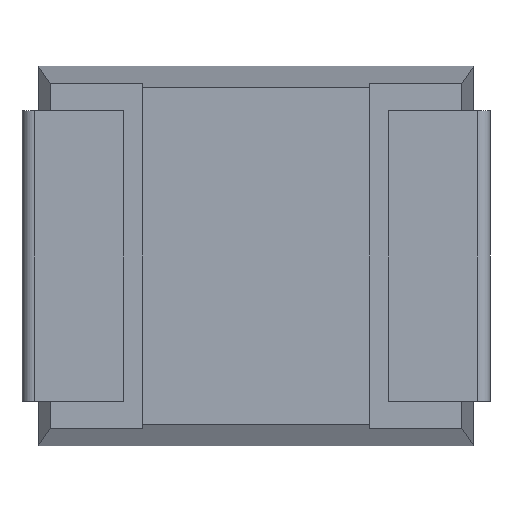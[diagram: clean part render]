
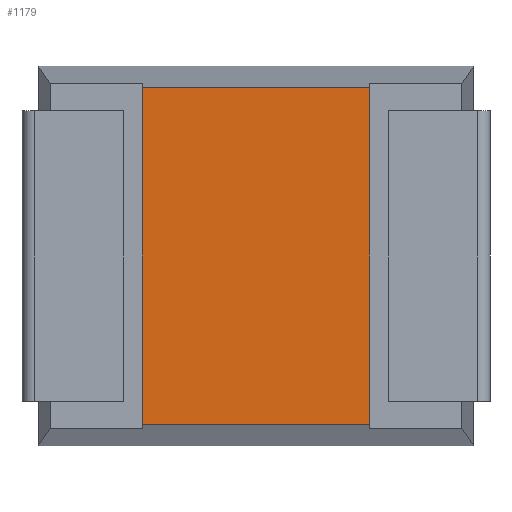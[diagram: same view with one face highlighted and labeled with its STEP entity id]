
A CAD part, front view. The second image highlights one B-rep face of the part: STEP entity #1179.
In plain terms, the highlighted planar face has unit normal (0, -1, 0).
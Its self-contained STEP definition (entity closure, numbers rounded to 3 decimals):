
#2 = CARTESIAN_POINT ( 'NONE',  ( 0., 0., -2.829 ) ) ;
#130 = ORIENTED_EDGE ( 'NONE', *, *, #2707, .F. ) ;
#262 = DIRECTION ( 'NONE',  ( 0., 0., 1. ) ) ;
#686 = CARTESIAN_POINT ( 'NONE',  ( 0.82, 0., -2.829 ) ) ;
#709 = VECTOR ( 'NONE', #2291, 1000. ) ;
#793 = ORIENTED_EDGE ( 'NONE', *, *, #2786, .F. ) ;
#863 = CARTESIAN_POINT ( 'NONE',  ( 2.62, 0., -0.171 ) ) ;
#876 = ORIENTED_EDGE ( 'NONE', *, *, #2150, .T. ) ;
#920 = EDGE_LOOP ( 'NONE', ( #876, #793, #130, #2119 ) ) ;
#945 = VECTOR ( 'NONE', #3411, 1000. ) ;
#1106 = VERTEX_POINT ( 'NONE', #2701 ) ;
#1179 = ADVANCED_FACE ( 'NONE', ( #3674 ), #1328, .T. ) ;
#1328 = PLANE ( 'NONE',  #3039 ) ;
#1390 = CARTESIAN_POINT ( 'NONE',  ( 0.82, 0., -3. ) ) ;
#1513 = LINE ( 'NONE', #2, #3162 ) ;
#1576 = VECTOR ( 'NONE', #262, 1000. ) ;
#1602 = LINE ( 'NONE', #3064, #945 ) ;
#1673 = EDGE_CURVE ( 'NONE', #3512, #3108, #1513, .T. ) ;
#1687 = VERTEX_POINT ( 'NONE', #863 ) ;
#1915 = DIRECTION ( 'NONE',  ( 0., -1., 0. ) ) ;
#2098 = DIRECTION ( 'NONE',  ( 1., 0., 0. ) ) ;
#2119 = ORIENTED_EDGE ( 'NONE', *, *, #1673, .T. ) ;
#2150 = EDGE_CURVE ( 'NONE', #3108, #1687, #1602, .T. ) ;
#2291 = DIRECTION ( 'NONE',  ( 1., 0., 0. ) ) ;
#2469 = CARTESIAN_POINT ( 'NONE',  ( 0., 0., 0. ) ) ;
#2571 = LINE ( 'NONE', #2870, #709 ) ;
#2701 = CARTESIAN_POINT ( 'NONE',  ( 0.82, 0., -0.171 ) ) ;
#2707 = EDGE_CURVE ( 'NONE', #3512, #1106, #2899, .T. ) ;
#2786 = EDGE_CURVE ( 'NONE', #1106, #1687, #2571, .T. ) ;
#2870 = CARTESIAN_POINT ( 'NONE',  ( 0., 0., -0.171 ) ) ;
#2899 = LINE ( 'NONE', #1390, #1576 ) ;
#3039 = AXIS2_PLACEMENT_3D ( 'NONE', #2469, #1915, #3325 ) ;
#3064 = CARTESIAN_POINT ( 'NONE',  ( 2.62, 0., -3. ) ) ;
#3108 = VERTEX_POINT ( 'NONE', #3414 ) ;
#3162 = VECTOR ( 'NONE', #2098, 1000. ) ;
#3325 = DIRECTION ( 'NONE',  ( 0., 0., -1. ) ) ;
#3411 = DIRECTION ( 'NONE',  ( 0., 0., 1. ) ) ;
#3414 = CARTESIAN_POINT ( 'NONE',  ( 2.62, 0., -2.829 ) ) ;
#3512 = VERTEX_POINT ( 'NONE', #686 ) ;
#3674 = FACE_OUTER_BOUND ( 'NONE', #920, .T. ) ;
